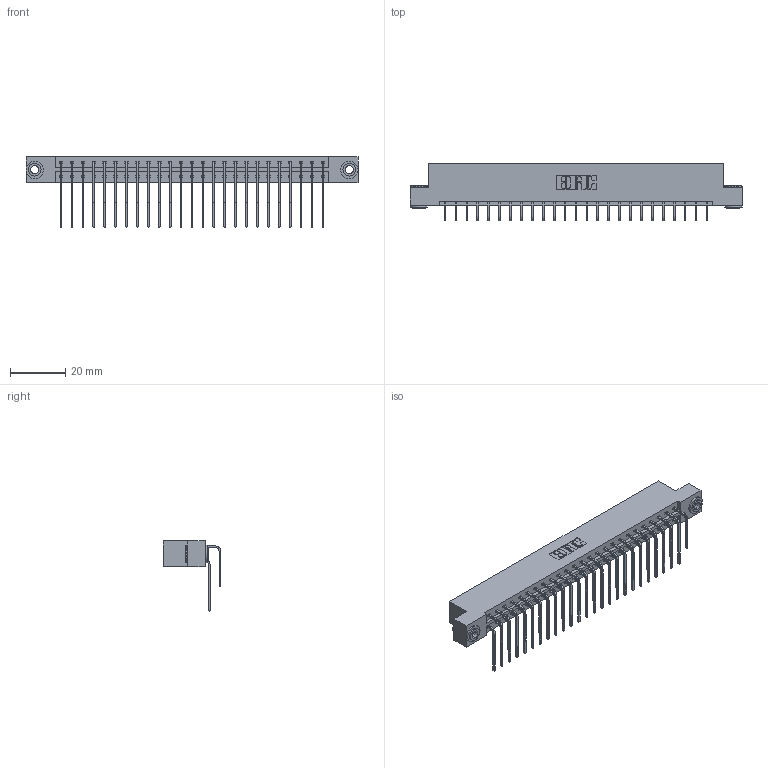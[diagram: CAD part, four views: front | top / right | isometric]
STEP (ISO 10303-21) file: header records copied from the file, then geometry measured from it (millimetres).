
FILE_DESCRIPTION (( 'STEP AP203' ), '1' );
FILE_NAME ('833-050-559-203.STEP', '2020-06-04T18:18:41', ( '' ), ( '' ), 'SwSTEP 2.0', 'SolidWorks 2020', '' );
FILE_SCHEMA (( 'CONFIG_CONTROL_DESIGN' ));
Length unit declared in the file: inch
Products named in the file (5): 345-292-001_558 559 Tail - 1; 345-292-001_559 Tail - 2; 833 Part_Flush - .156 Dia - TH; 345-250-002_345-250-002-102; 833-050-559-203
Assembly tree (53 placements, depth 2):
  833-050-559-203
    833 Part_Flush - .156 Dia - TH
    345-292-001_558 559 Tail - 1  x25
    345-292-001_559 Tail - 2  x25
    345-250-002_345-250-002-102  x2
Bounding box: 120.6 x 20.9 x 25.53 mm (x, y, z)
Volume: 12461.3 mm3; surface area: 16207.3 mm2
Topology: 53 solids, 53 shells, 2852 faces, 8437 edges, 5554 vertices
Faces by surface type: plane 1980, cylinder 864, cone 8
Entity records: 20716 total; most frequent: CARTESIAN_POINT 3480, ORIENTED_EDGE 3358, DIRECTION 3017, EDGE_CURVE 1679, VECTOR 1487, LINE 1487, VERTEX_POINT 1114, AXIS2_PLACEMENT_3D 765
